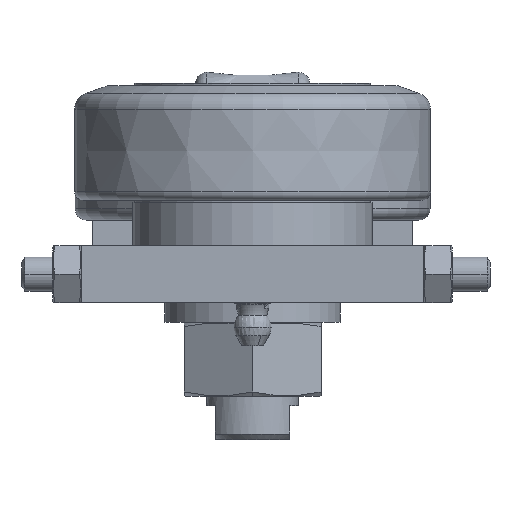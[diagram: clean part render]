
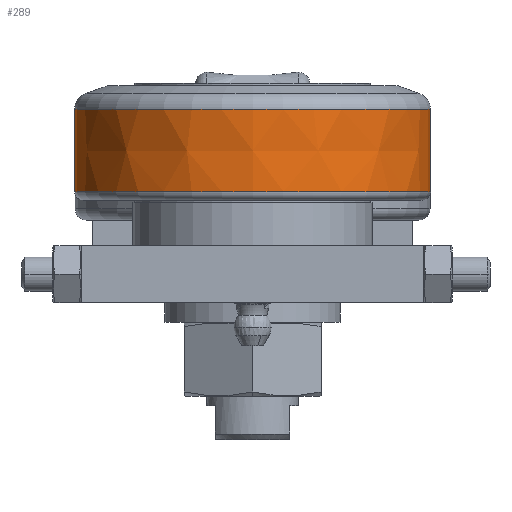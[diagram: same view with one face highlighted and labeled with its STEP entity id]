
A CAD part, left-side view. The second image highlights one B-rep face of the part: STEP entity #289.
In plain terms, the highlighted free-form (B-spline) face has degree [2, 2] with [3, 9] control points.
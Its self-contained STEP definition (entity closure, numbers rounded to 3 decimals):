
#289=ADVANCED_FACE('',(#832),#833,.T.);
#832=FACE_OUTER_BOUND('',#1672,.T.);
#833=(B_SPLINE_SURFACE(2,2,((#1674,#1675,#1676,#1677,#1678,#1679,#1680,#1681,#1682),(#1683,#1684,#1685,#1686,#1687,#1688,#1689,#1690,#1691),(#1692,#1693,#1694,#1695,#1696,#1697,#1698,#1699,#1700)),.UNSPECIFIED.,.F.,.T.,.F.)B_SPLINE_SURFACE_WITH_KNOTS((3,3),(3,2,2,2,3),(-0.014,0.014),(0.0,1.571,3.142,4.712,6.283),.UNSPECIFIED.)RATIONAL_B_SPLINE_SURFACE(((1.0,0.707,1.0,0.707,1.0,0.707,1.0,0.707,1.0),(1.,0.707,1.,0.707,1.,0.707,1.,0.707,1.),(1.0,0.707,1.0,0.707,1.0,0.707,1.0,0.707,1.0)))BOUNDED_SURFACE()REPRESENTATION_ITEM('')GEOMETRIC_REPRESENTATION_ITEM()SURFACE());
#1672=EDGE_LOOP('',(#2656,#2657,#2658,#2659));
#1674=CARTESIAN_POINT('',(30.,61.198,33.868));
#1675=CARTESIAN_POINT('',(-1.198,61.198,33.868));
#1676=CARTESIAN_POINT('',(-1.198,30.,33.868));
#1677=CARTESIAN_POINT('',(-1.198,-1.198,33.868));
#1678=CARTESIAN_POINT('',(30.,-1.198,33.868));
#1679=CARTESIAN_POINT('',(61.198,-1.198,33.868));
#1680=CARTESIAN_POINT('',(61.198,30.,33.868));
#1681=CARTESIAN_POINT('',(61.198,61.198,33.868));
#1682=CARTESIAN_POINT('',(30.,61.198,33.868));
#1683=CARTESIAN_POINT('',(30.,61.302,26.673));
#1684=CARTESIAN_POINT('',(-1.302,61.302,26.673));
#1685=CARTESIAN_POINT('',(-1.302,30.0,26.673));
#1686=CARTESIAN_POINT('',(-1.302,-1.302,26.673));
#1687=CARTESIAN_POINT('',(30.,-1.302,26.673));
#1688=CARTESIAN_POINT('',(61.302,-1.302,26.673));
#1689=CARTESIAN_POINT('',(61.302,30.0,26.673));
#1690=CARTESIAN_POINT('',(61.302,61.302,26.673));
#1691=CARTESIAN_POINT('',(30.,61.302,26.673));
#1692=CARTESIAN_POINT('',(30.,61.198,19.478));
#1693=CARTESIAN_POINT('',(-1.198,61.198,19.478));
#1694=CARTESIAN_POINT('',(-1.198,30.,19.478));
#1695=CARTESIAN_POINT('',(-1.198,-1.198,19.478));
#1696=CARTESIAN_POINT('',(30.,-1.198,19.478));
#1697=CARTESIAN_POINT('',(61.198,-1.198,19.478));
#1698=CARTESIAN_POINT('',(61.198,30.,19.478));
#1699=CARTESIAN_POINT('',(61.198,61.198,19.478));
#1700=CARTESIAN_POINT('',(30.,61.198,19.478));
#2656=ORIENTED_EDGE('',*,*,#4947,.F.);
#2657=ORIENTED_EDGE('',*,*,#4948,.F.);
#2658=ORIENTED_EDGE('',*,*,#4949,.T.);
#2659=ORIENTED_EDGE('',*,*,#4950,.T.);
#4947=EDGE_CURVE('',#5840,#5841,#5842,.T.);
#4948=EDGE_CURVE('',#5843,#5840,#5844,.T.);
#4949=EDGE_CURVE('',#5843,#5845,#5846,.T.);
#4950=EDGE_CURVE('',#5845,#5841,#5847,.T.);
#5840=VERTEX_POINT('',#7136);
#5841=VERTEX_POINT('',#7137);
#5842=(B_SPLINE_CURVE(2,(#7139,#7140,#7141),.UNSPECIFIED.,.F.,.F.)B_SPLINE_CURVE_WITH_KNOTS((3,3),(-0.014,0.014),.UNSPECIFIED.)RATIONAL_B_SPLINE_CURVE((1.0,1.,1.0))BOUNDED_CURVE()REPRESENTATION_ITEM('')GEOMETRIC_REPRESENTATION_ITEM()CURVE());
#5843=VERTEX_POINT('',#7148);
#5844=CIRCLE('',#7149,31.198);
#5845=VERTEX_POINT('',#7150);
#5846=(B_SPLINE_CURVE(2,(#7152,#7153,#7154),.UNSPECIFIED.,.F.,.F.)B_SPLINE_CURVE_WITH_KNOTS((3,3),(-0.014,0.014),.UNSPECIFIED.)RATIONAL_B_SPLINE_CURVE((1.0,1.,1.0))BOUNDED_CURVE()REPRESENTATION_ITEM('')GEOMETRIC_REPRESENTATION_ITEM()CURVE());
#5847=CIRCLE('',#7161,31.198);
#7136=CARTESIAN_POINT('',(30.0,61.198,19.478));
#7137=CARTESIAN_POINT('',(30.0,61.198,33.868));
#7139=CARTESIAN_POINT('',(30.,61.198,19.478));
#7140=CARTESIAN_POINT('',(30.,61.302,26.673));
#7141=CARTESIAN_POINT('',(30.,61.198,33.868));
#7148=CARTESIAN_POINT('',(30.0,-1.198,19.478));
#7149=AXIS2_PLACEMENT_3D('',#9626,#9627,#9628);
#7150=CARTESIAN_POINT('',(30.0,-1.198,33.868));
#7152=CARTESIAN_POINT('',(30.,-1.198,19.478));
#7153=CARTESIAN_POINT('',(30.,-1.302,26.673));
#7154=CARTESIAN_POINT('',(30.,-1.198,33.868));
#7161=AXIS2_PLACEMENT_3D('',#9629,#9630,#9631);
#9626=CARTESIAN_POINT('',(30.0,30.0,19.478));
#9627=DIRECTION('',(0.,0.,-1.0));
#9628=DIRECTION('',(0.,-1.0,0.));
#9629=CARTESIAN_POINT('',(30.0,30.0,33.868));
#9630=DIRECTION('',(0.,0.,-1.0));
#9631=DIRECTION('',(0.,-1.0,0.));
